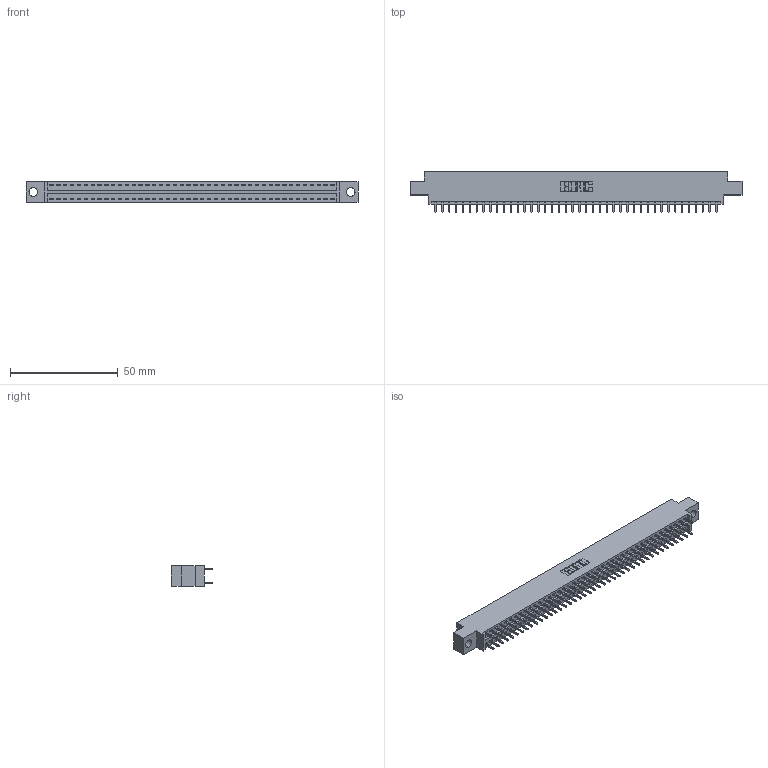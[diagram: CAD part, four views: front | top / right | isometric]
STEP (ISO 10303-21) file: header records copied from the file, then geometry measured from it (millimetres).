
FILE_DESCRIPTION (( 'STEP AP203' ), '1' );
FILE_NAME ('346-084-521-804.STEP', '2018-08-29T11:00:37', ( '' ), ( '' ), 'SwSTEP 2.0', 'SolidWorks 2016', '' );
FILE_SCHEMA (( 'CONFIG_CONTROL_DESIGN' ));
Length unit declared in the file: inch
Products named in the file (3): 346 Part_0.170 Offset - 0.156 Dia-TH; 345-292-001_345-293-121; 346-084-521-804
Assembly tree (85 placements, depth 2):
  346-084-521-804
    346 Part_0.170 Offset - 0.156 Dia-TH
    345-292-001_345-293-121  x84
Bounding box: 153.92 x 19.05 x 9.4 mm (x, y, z)
Volume: 14732.8 mm3; surface area: 20013.3 mm2
Topology: 85 solids, 85 shells, 4494 faces, 13361 edges, 8794 vertices
Faces by surface type: plane 3020, cylinder 1474
Entity records: 27563 total; most frequent: CARTESIAN_POINT 4544, ORIENTED_EDGE 4478, DIRECTION 4055, EDGE_CURVE 2239, VECTOR 1939, LINE 1939, VERTEX_POINT 1490, AXIS2_PLACEMENT_3D 1058
